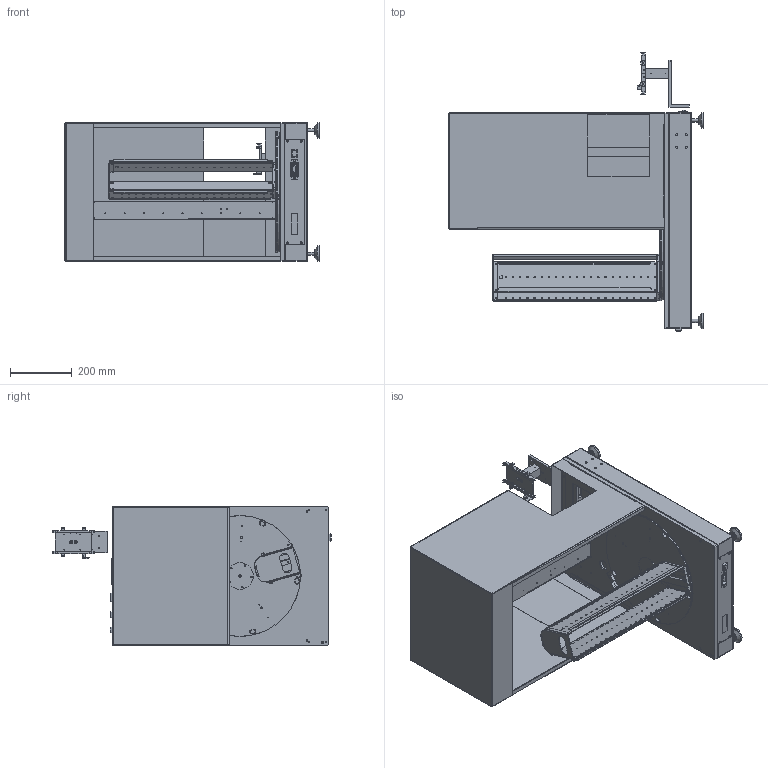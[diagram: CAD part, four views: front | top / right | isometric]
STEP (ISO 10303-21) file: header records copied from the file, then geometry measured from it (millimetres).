
FILE_DESCRIPTION (( 'STEP AP214' ), '1' );
FILE_NAME ('9322000.STEP', '2024-09-25T13:07:29', ( '' ), ( '' ), 'SwSTEP 2.0', 'SolidWorks 2022', '' );
FILE_SCHEMA (( 'AUTOMOTIVE_DESIGN' ));
Length unit declared in the file: millimetre
Products named in the file (1): 9322000
Bounding box: 824 x 902.84 x 450 mm (x, y, z)
Volume: 8845578.5 mm3; surface area: 4642097.5 mm2
Topology: 36 solids, 36 shells, 5696 faces, 15659 edges, 10338 vertices
Faces by surface type: plane 3214, cylinder 2377, cone 63, bspline 30, torus 12
Full cylindrical faces by diameter (mm): 1.5 x3, 1.6 x2, 1.9 x1, 2.05 x4, 2.5 x60, 3 x12, 3.1 x8, 3.2 x8, 3.3 x31, 3.4 x6, 4 x50, 4.2 x28, 4.3 x1, 4.5 x2, 4.7 x4, 5 x1, 5.2 x2, 5.3 x6, 6 x13, 6.2 x2, 6.5 x17, 7.1 x8, 8 x6, 10 x4, 12 x7, 12.5 x4, 14.5 x1, 15.5 x1, 16 x1, 19 x1
Entity records: 243909 total; most frequent: CARTESIAN_POINT 32734, DIRECTION 31121, ORIENTED_EDGE 30180, EDGE_CURVE 15090, AXIS2_PLACEMENT_3D 10475, LINE 10171, VECTOR 10171, VERTEX_POINT 10144
